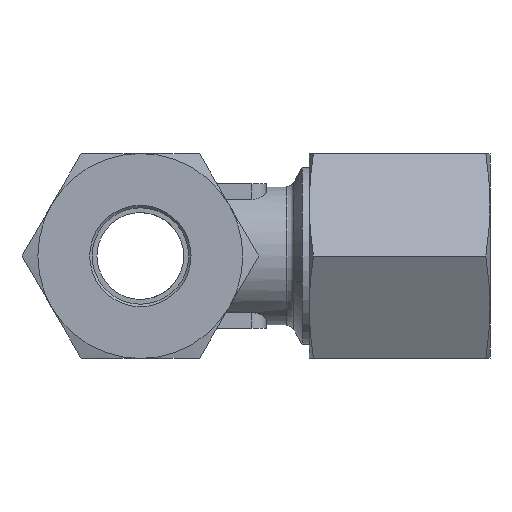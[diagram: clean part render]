
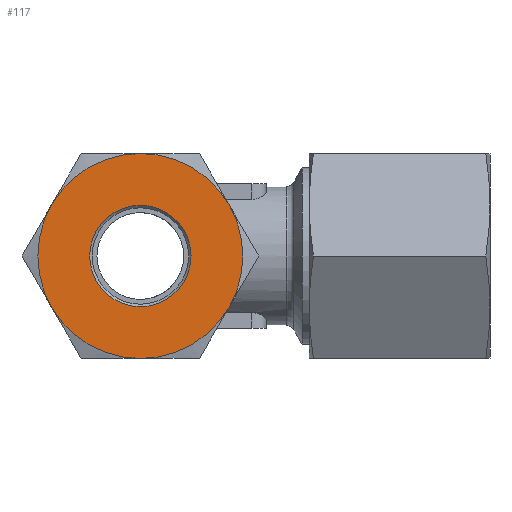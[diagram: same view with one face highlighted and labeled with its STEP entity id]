
A CAD part, left-side view. The second image highlights one B-rep face of the part: STEP entity #117.
In plain terms, the highlighted planar face has unit normal (-1, 0, 0).
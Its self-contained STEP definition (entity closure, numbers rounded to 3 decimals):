
#117 = ADVANCED_FACE( '', ( #292, #293 ), #294, .F. );
#292 = FACE_OUTER_BOUND( '', #555, .T. );
#293 = FACE_BOUND( '', #556, .T. );
#294 = PLANE( '', #557 );
#555 = EDGE_LOOP( '', ( #1045, #1046, #1047, #1048, #1049, #1050 ) );
#556 = EDGE_LOOP( '', ( #1051 ) );
#557 = AXIS2_PLACEMENT_3D( '', #1052, #1053, #1054 );
#1045 = ORIENTED_EDGE( '', *, *, #1704, .F. );
#1046 = ORIENTED_EDGE( '', *, *, #1703, .F. );
#1047 = ORIENTED_EDGE( '', *, *, #1702, .F. );
#1048 = ORIENTED_EDGE( '', *, *, #1684, .F. );
#1049 = ORIENTED_EDGE( '', *, *, #1705, .F. );
#1050 = ORIENTED_EDGE( '', *, *, #1700, .F. );
#1051 = ORIENTED_EDGE( '', *, *, #1561, .T. );
#1052 = CARTESIAN_POINT( '', ( -29., 0., 0. ) );
#1053 = DIRECTION( '', ( 1., 0., 0. ) );
#1054 = DIRECTION( '', ( 0., 0., -1. ) );
#1561 = EDGE_CURVE( '', #1815, #1815, #1816, .T. );
#1684 = EDGE_CURVE( '', #2027, #2036, #2039, .T. );
#1700 = EDGE_CURVE( '', #2049, #2067, #2068, .T. );
#1702 = EDGE_CURVE( '', #2036, #2064, #2070, .T. );
#1703 = EDGE_CURVE( '', #2064, #2058, #2071, .T. );
#1704 = EDGE_CURVE( '', #2058, #2049, #2072, .T. );
#1705 = EDGE_CURVE( '', #2067, #2027, #2073, .T. );
#1815 = VERTEX_POINT( '', #2227 );
#1816 = CIRCLE( '', #2228, 4.203 );
#2027 = VERTEX_POINT( '', #2703 );
#2036 = VERTEX_POINT( '', #2725 );
#2039 = CIRCLE( '', #2734, 8.5 );
#2049 = VERTEX_POINT( '', #2752 );
#2058 = VERTEX_POINT( '', #2774 );
#2064 = VERTEX_POINT( '', #2794 );
#2067 = VERTEX_POINT( '', #2805 );
#2068 = CIRCLE( '', #2806, 8.5 );
#2070 = CIRCLE( '', #2811, 8.5 );
#2071 = CIRCLE( '', #2812, 8.5 );
#2072 = CIRCLE( '', #2813, 8.5 );
#2073 = CIRCLE( '', #2814, 8.5 );
#2227 = CARTESIAN_POINT( '', ( -29., 0., -4.203 ) );
#2228 = AXIS2_PLACEMENT_3D( '', #3068, #3069, #3070 );
#2703 = CARTESIAN_POINT( '', ( -29., -7.361, 4.25 ) );
#2725 = CARTESIAN_POINT( '', ( -29., -7.361, -4.25 ) );
#2734 = AXIS2_PLACEMENT_3D( '', #3205, #3206, #3207 );
#2752 = CARTESIAN_POINT( '', ( -29., 7.361, 4.25 ) );
#2774 = CARTESIAN_POINT( '', ( -29., 7.361, -4.25 ) );
#2794 = CARTESIAN_POINT( '', ( -29., 0., -8.5 ) );
#2805 = CARTESIAN_POINT( '', ( -29., 0., 8.5 ) );
#2806 = AXIS2_PLACEMENT_3D( '', #3211, #3212, #3213 );
#2811 = AXIS2_PLACEMENT_3D( '', #3214, #3215, #3216 );
#2812 = AXIS2_PLACEMENT_3D( '', #3217, #3218, #3219 );
#2813 = AXIS2_PLACEMENT_3D( '', #3220, #3221, #3222 );
#2814 = AXIS2_PLACEMENT_3D( '', #3223, #3224, #3225 );
#3068 = CARTESIAN_POINT( '', ( -29., 0., 0. ) );
#3069 = DIRECTION( '', ( 1., 0., 0. ) );
#3070 = DIRECTION( '', ( 0., 0., -1. ) );
#3205 = CARTESIAN_POINT( '', ( -29., 0., 0. ) );
#3206 = DIRECTION( '', ( 1., 0., 0. ) );
#3207 = DIRECTION( '', ( 0., 0., -1. ) );
#3211 = CARTESIAN_POINT( '', ( -29., 0., 0. ) );
#3212 = DIRECTION( '', ( 1., 0., 0. ) );
#3213 = DIRECTION( '', ( 0., 0., -1. ) );
#3214 = CARTESIAN_POINT( '', ( -29., 0., 0. ) );
#3215 = DIRECTION( '', ( 1., 0., 0. ) );
#3216 = DIRECTION( '', ( 0., 0., -1. ) );
#3217 = CARTESIAN_POINT( '', ( -29., 0., 0. ) );
#3218 = DIRECTION( '', ( 1., 0., 0. ) );
#3219 = DIRECTION( '', ( 0., 0., -1. ) );
#3220 = CARTESIAN_POINT( '', ( -29., 0., 0. ) );
#3221 = DIRECTION( '', ( 1., 0., 0. ) );
#3222 = DIRECTION( '', ( 0., 0., -1. ) );
#3223 = CARTESIAN_POINT( '', ( -29., 0., 0. ) );
#3224 = DIRECTION( '', ( 1., 0., 0. ) );
#3225 = DIRECTION( '', ( 0., 0., -1. ) );
